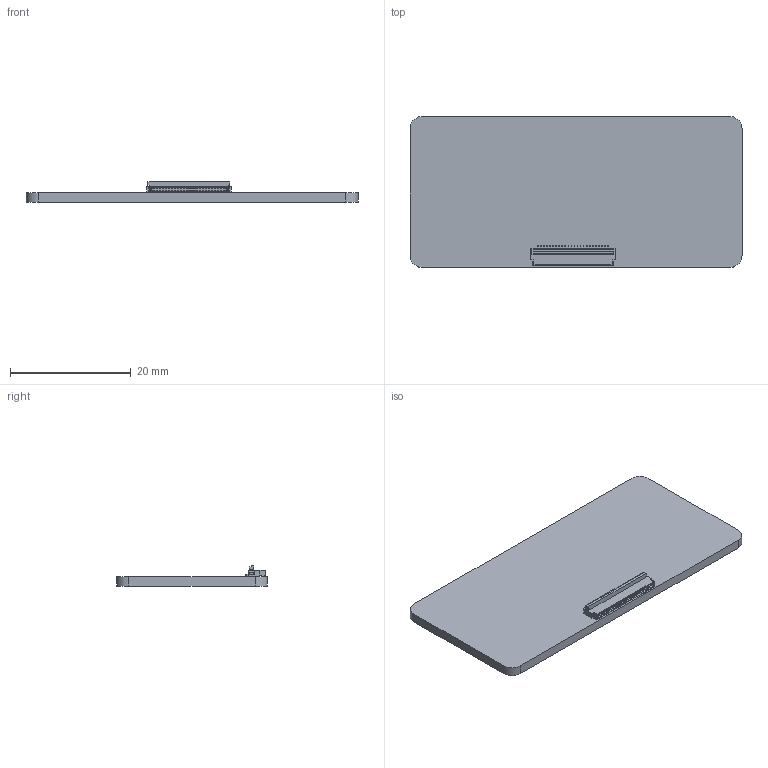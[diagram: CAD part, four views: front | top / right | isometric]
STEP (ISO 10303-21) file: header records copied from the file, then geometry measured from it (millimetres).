
FILE_DESCRIPTION(('Open CASCADE Model'),'2;1');
FILE_NAME('Open CASCADE Shape Model','2023-08-01T16:20:03',('Author'),( 'Open CASCADE'),'Open CASCADE STEP processor 7.5','Open CASCADE 7.5' ,'Unknown');
FILE_SCHEMA(('AUTOMOTIVE_DESIGN { 1 0 10303 214 1 1 1 1 }'));
Length unit declared in the file: millimetre
Products named in the file (10): PCB; Board; Open CASCADE STEP translator 7.5 2.1.1; J2; FFC2B28-24-G; FFC2B28_SP; FFC2B28-24-G_C; FFC2B28-G_P; FFC2B28-24-G_H; FFC2B28-24-G_D
Assembly tree (33 placements, depth 4):
  PCB
    Board
      Open CASCADE STEP translator 7.5 2.1.1
    J2
      FFC2B28-24-G
        FFC2B28_SP  x2
        FFC2B28-24-G_C
        FFC2B28-G_P  x24
        FFC2B28-24-G_H
        FFC2B28-24-G_D
Bounding box: 55 x 25 x 3.35 mm (x, y, z)
Volume: 2217.3 mm3; surface area: 3298.5 mm2
Topology: 29 solids, 29 shells, 1629 faces, 4727 edges, 3087 vertices
Faces by surface type: plane 1398, cylinder 231
Entity records: 26608 total; most frequent: ORIENTED_EDGE 4144, CARTESIAN_POINT 4119, DIRECTION 3576, EDGE_CURVE 2072, LINE 2028, VECTOR 2028, VERTEX_POINT 1316, AXIS2_PLACEMENT_3D 774
